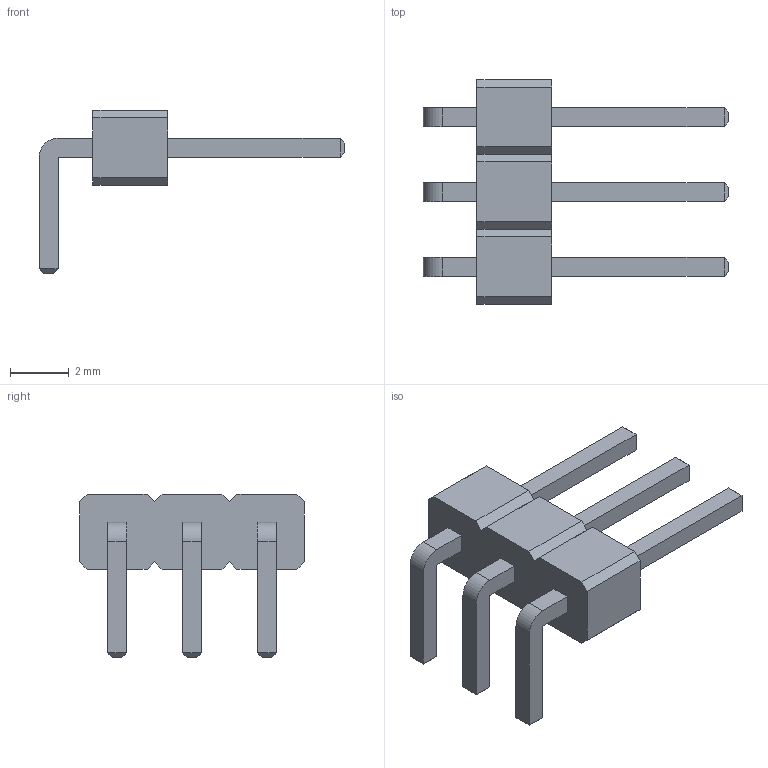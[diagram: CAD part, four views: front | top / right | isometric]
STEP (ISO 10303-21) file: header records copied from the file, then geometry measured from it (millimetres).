
FILE_DESCRIPTION(/* description */ ('model of PinHeader_1x03_P2.54mm_Horizontal'),/* implementation_level */ '2;1');
FILE_NAME(/* name */ 'PinHeader_1x03_P2.54mm_Horizontal.step',/* time_stamp */ '2017-12-02T02:46:36',/* author */ ('kicad StepUp','ksu'),/* organization */ ('FreeCAD'),/* preprocessor_version */ 'OCC',/* originating_system */ 'kicad StepUp',/* authorisation */ '');
FILE_SCHEMA(('AUTOMOTIVE_DESIGN_CC2 { 1 2 10303 214 -1 1 5 4 }'));
Length unit declared in the file: millimetre
Products named in the file (1): PinHeader_1x03_P254mm_Horizontal
Bounding box: 10.36 x 7.62 x 5.54 mm (x, y, z)
Volume: 62.3 mm3; surface area: 177.8 mm2
Topology: 1 solids, 1 shells, 85 faces, 207 edges, 130 vertices
Faces by surface type: plane 82, cylinder 3
Entity records: 3023 total; most frequent: CARTESIAN_POINT 423, ORIENTED_EDGE 414, DIRECTION 385, EDGE_CURVE 207, LINE 201, VECTOR 201, VERTEX_POINT 130, AXIS2_PLACEMENT_3D 92
